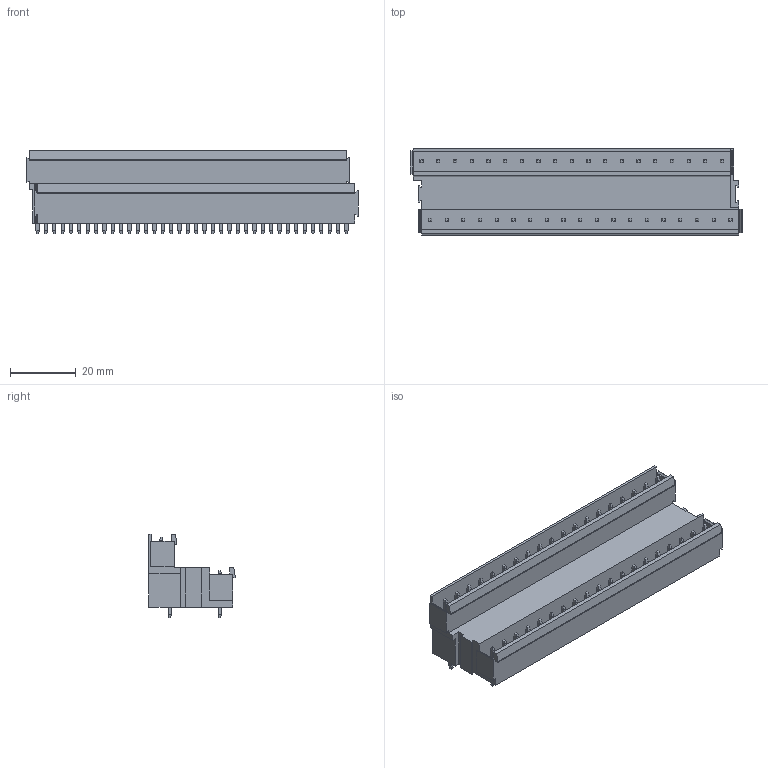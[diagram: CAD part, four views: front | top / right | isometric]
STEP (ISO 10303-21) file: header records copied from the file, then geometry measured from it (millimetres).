
FILE_DESCRIPTION(('CATIA V5 STEP Exchange','CAx-IF Rec.Pracs.--- Model Styling and Organization---1.2---2011-12-15'),'2;1');
FILE_NAME ('D1455011_0_1726910000_1726910000.stp','2018-11-10T05:10:09+00:00',('none'),('Weidmueller'),'CATIA Version 5-6 Release 2014','CATIA V5 STEP AP214','none');
FILE_SCHEMA(('AUTOMOTIVE_DESIGN { 1 0 10303 214 1 1 1 1 }'));
Length unit declared in the file: millimetre
Products named in the file (1): 1726910000
Bounding box: 101.06 x 26.28 x 25.36 mm (x, y, z)
Volume: 27984.3 mm3; surface area: 18115.7 mm2
Topology: 39 solids, 39 shells, 1075 faces, 2679 edges, 1682 vertices
Faces by surface type: plane 923, cylinder 152
Entity records: 27660 total; most frequent: ORIENTED_EDGE 5358, CARTESIAN_POINT 5069, DIRECTION 3181, EDGE_CURVE 2679, VECTOR 2071, LINE 2071, VERTEX_POINT 1682, EDGE_LOOP 1151
